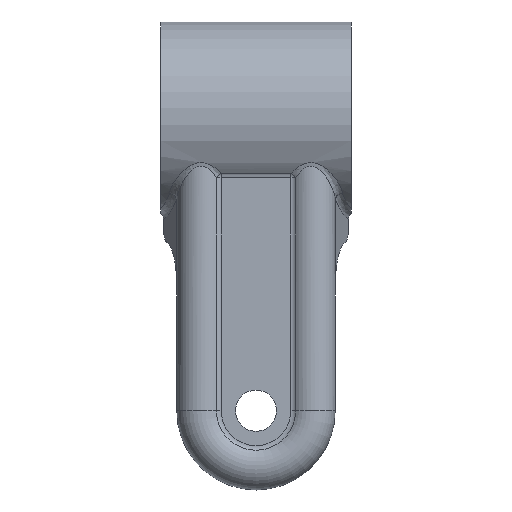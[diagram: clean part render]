
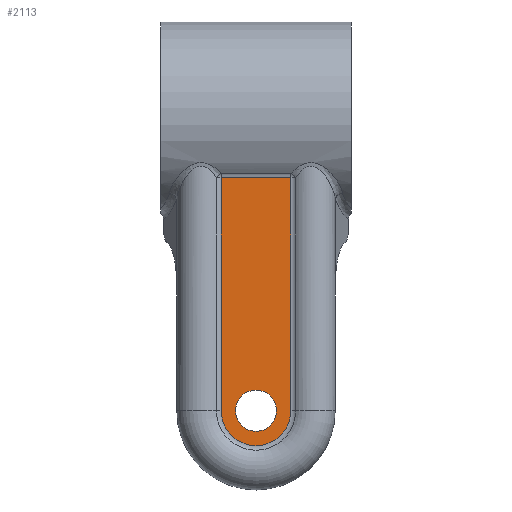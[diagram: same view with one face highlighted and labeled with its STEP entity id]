
A CAD part, left-side view. The second image highlights one B-rep face of the part: STEP entity #2113.
In plain terms, the highlighted planar face has unit normal (-1, 0, 0).
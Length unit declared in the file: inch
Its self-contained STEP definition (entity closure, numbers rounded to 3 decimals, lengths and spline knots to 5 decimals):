
#169=DIRECTION('',(0.,0.,1.));
#170=VECTOR('',#169,1.58675);
#171=CARTESIAN_POINT('',(-0.515,0.23716,-2.));
#172=LINE('',#171,#170);
#187=CARTESIAN_POINT('',(-0.515,0.,-2.));
#188=DIRECTION('',(1.,0.,0.));
#189=DIRECTION('',(0.,0.,1.));
#190=AXIS2_PLACEMENT_3D('',#187,#188,#189);
#192=CARTESIAN_POINT('',(-0.515,0.,-2.));
#193=DIRECTION('',(1.,0.,0.));
#194=DIRECTION('',(0.,0.,-1.));
#195=AXIS2_PLACEMENT_3D('',#192,#193,#194);
#201=DIRECTION('',(0.,0.,-1.));
#202=VECTOR('',#201,1.58675);
#203=CARTESIAN_POINT('',(-0.515,-0.23716,-0.41325));
#204=LINE('',#203,#202);
#284=DIRECTION('',(0.,-1.,0.));
#285=VECTOR('',#284,0.47432);
#286=CARTESIAN_POINT('',(-0.515,0.23716,-0.41325));
#287=LINE('',#286,#285);
#728=CARTESIAN_POINT('',(-0.515,0.,-2.));
#729=DIRECTION('',(1.,0.,0.));
#730=DIRECTION('',(0.,-1.,0.));
#731=AXIS2_PLACEMENT_3D('',#728,#729,#730);
#1683=CARTESIAN_POINT('',(-0.515,0.,-1.86));
#1684=CARTESIAN_POINT('',(-0.515,0.,-2.14));
#1685=VERTEX_POINT('',#1683);
#1686=VERTEX_POINT('',#1684);
#1721=CARTESIAN_POINT('',(-0.515,-0.23716,-0.41325));
#1722=CARTESIAN_POINT('',(-0.515,-0.23716,-2.));
#1723=VERTEX_POINT('',#1721);
#1724=VERTEX_POINT('',#1722);
#1725=CARTESIAN_POINT('',(-0.515,0.23716,-2.));
#1726=VERTEX_POINT('',#1725);
#1729=CARTESIAN_POINT('',(-0.515,0.23716,-0.41325));
#1730=VERTEX_POINT('',#1729);
#2093=CARTESIAN_POINT('',(-0.515,0.,0.));
#2094=DIRECTION('',(1.,0.,0.));
#2095=DIRECTION('',(0.,1.,0.));
#2096=AXIS2_PLACEMENT_3D('',#2093,#2094,#2095);
#2097=PLANE('',#2096);
#2099=ORIENTED_EDGE('',*,*,#2098,.T.);
#2101=ORIENTED_EDGE('',*,*,#2100,.T.);
#2102=ORIENTED_EDGE('',*,*,#2083,.T.);
#2104=ORIENTED_EDGE('',*,*,#2103,.T.);
#2105=EDGE_LOOP('',(#2099,#2101,#2102,#2104));
#2106=FACE_OUTER_BOUND('',#2105,.F.);
#2108=ORIENTED_EDGE('',*,*,#2107,.F.);
#2110=ORIENTED_EDGE('',*,*,#2109,.F.);
#2111=EDGE_LOOP('',(#2108,#2110));
#2112=FACE_BOUND('',#2111,.F.);
#2113=ADVANCED_FACE('',(#2106,#2112),#2097,.F.);
#191=CIRCLE('',#190,0.14);
#196=CIRCLE('',#195,0.14);
#732=CIRCLE('',#731,0.23716);
#2083=EDGE_CURVE('',#1726,#1730,#172,.T.);
#2098=EDGE_CURVE('',#1723,#1724,#204,.T.);
#2100=EDGE_CURVE('',#1724,#1726,#732,.T.);
#2103=EDGE_CURVE('',#1730,#1723,#287,.T.);
#2107=EDGE_CURVE('',#1685,#1686,#191,.T.);
#2109=EDGE_CURVE('',#1686,#1685,#196,.T.);
